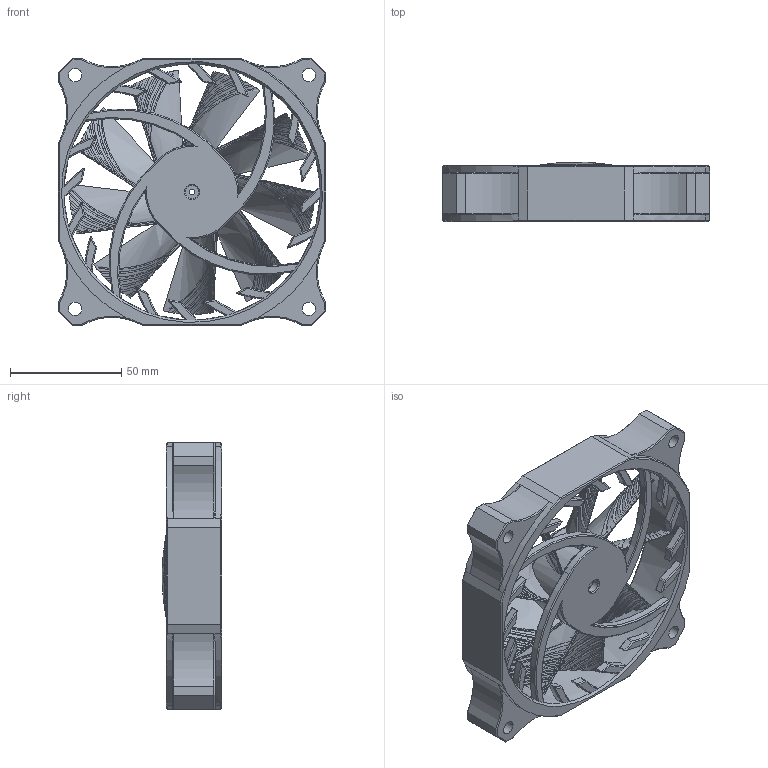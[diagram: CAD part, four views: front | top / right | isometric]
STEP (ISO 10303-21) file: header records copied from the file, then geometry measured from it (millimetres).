
FILE_DESCRIPTION(/* description */ (''),/* implementation_level */ '2;1');
FILE_NAME(/* name */ 'FAN_assembley.stp',/* time_stamp */ '2014-08-29T02:10:51+04:00',/* author */ ('user'),/* organization */ (''),/* preprocessor_version */ 'ST-DEVELOPER v15.6',/* originating_system */ 'Autodesk Inventor 2015',/* authorisation */ '');
FILE_SCHEMA (('AUTOMOTIVE_DESIGN { 1 0 10303 214 3 1 1 }'));
Products named in the file (3): FAN_base; FAN; FAN_assembley
Bounding box: 120 x 26.68 x 120 mm (x, y, z)
Volume: 126249.8 mm3; surface area: 66553.1 mm2
Topology: 2 solids, 2 shells, 1337 faces, 3635 edges, 2290 vertices
Faces by surface type: cylinder 399, plane 379, bspline 361, cone 179, torus 19
Full cylindrical faces by diameter (mm): 2.385 x1, 6 x5, 30.034 x1, 30.851 x1, 115.277 x1
Entity records: 53260 total; most frequent: CARTESIAN_POINT 22892, ORIENTED_EDGE 7234, DIRECTION 4194, EDGE_CURVE 3617, VERTEX_POINT 2287, B_SPLINE_CURVE_WITH_KNOTS 1873, AXIS2_PLACEMENT_3D 1531, EDGE_LOOP 1376
